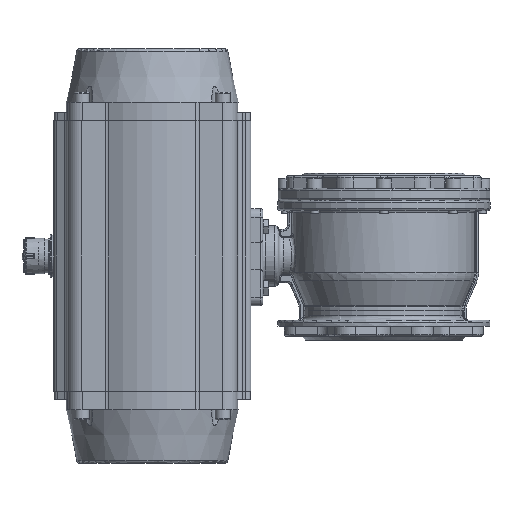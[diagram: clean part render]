
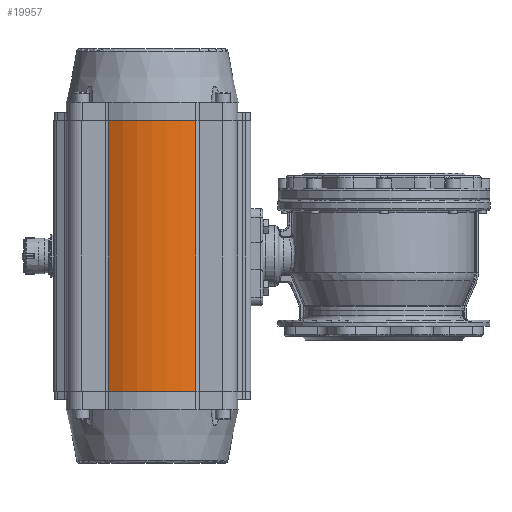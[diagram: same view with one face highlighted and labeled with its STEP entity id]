
A CAD part, left-side view. The second image highlights one B-rep face of the part: STEP entity #19957.
In plain terms, the highlighted cylindrical face has radius 104.5 mm (diameter 209 mm), a partial arc.
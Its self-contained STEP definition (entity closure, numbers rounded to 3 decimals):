
#1234=LINE('',#64512,#2321);
#1235=LINE('',#64513,#2322);
#2321=VECTOR('',#26688,1000.);
#2322=VECTOR('',#26689,1000.);
#3381=CYLINDRICAL_SURFACE('',#22281,104.5);
#6506=ORIENTED_EDGE('',*,*,#10684,.F.);
#6507=ORIENTED_EDGE('',*,*,#10639,.F.);
#6508=ORIENTED_EDGE('',*,*,#10685,.T.);
#6509=ORIENTED_EDGE('',*,*,#10626,.T.);
#10626=EDGE_CURVE('',#12920,#12919,#14514,.T.);
#10639=EDGE_CURVE('',#12931,#12932,#14525,.T.);
#10684=EDGE_CURVE('',#12932,#12919,#1234,.T.);
#10685=EDGE_CURVE('',#12931,#12920,#1235,.T.);
#12919=VERTEX_POINT('',#64393);
#12920=VERTEX_POINT('',#64395);
#12931=VERTEX_POINT('',#64419);
#12932=VERTEX_POINT('',#64421);
#14514=CIRCLE('',#22231,104.5);
#14525=CIRCLE('',#22243,104.5);
#15997=EDGE_LOOP('',(#6506,#6507,#6508,#6509));
#17812=FACE_BOUND('',#15997,.T.);
#19957=ADVANCED_FACE('',(#17812),#3381,.T.);
#22231=AXIS2_PLACEMENT_3D('',#64394,#26565,#26566);
#22243=AXIS2_PLACEMENT_3D('',#64420,#26591,#26592);
#22281=AXIS2_PLACEMENT_3D('',#64511,#26686,#26687);
#26565=DIRECTION('',(0.,0.,1.));
#26566=DIRECTION('',(1.,0.,0.));
#26591=DIRECTION('',(0.,0.,1.));
#26592=DIRECTION('',(1.,0.,0.));
#26686=DIRECTION('',(0.,0.,1.));
#26687=DIRECTION('',(1.,0.,0.));
#26688=DIRECTION('',(0.,0.,-1.));
#26689=DIRECTION('',(0.,0.,-1.));
#64393=CARTESIAN_POINT('',(-91.031,-51.318,-159.));
#64394=CARTESIAN_POINT('',(0.,0.,-159.));
#64395=CARTESIAN_POINT('',(-91.031,51.318,-159.));
#64419=CARTESIAN_POINT('',(-91.031,51.318,159.));
#64420=CARTESIAN_POINT('',(0.,0.,159.));
#64421=CARTESIAN_POINT('',(-91.031,-51.318,159.));
#64511=CARTESIAN_POINT('',(0.,0.,0.));
#64512=CARTESIAN_POINT('',(-91.031,-51.318,0.));
#64513=CARTESIAN_POINT('',(-91.031,51.318,0.));
